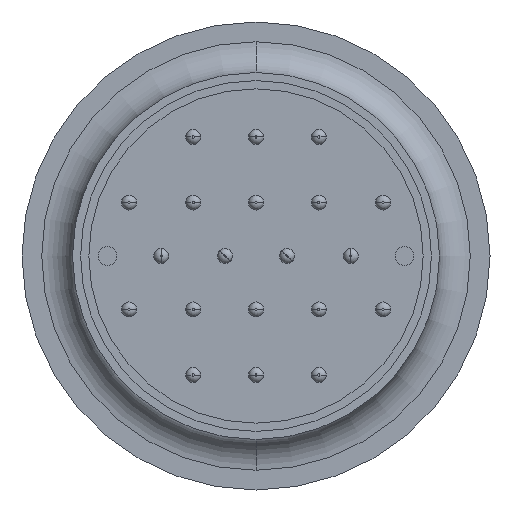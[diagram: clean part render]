
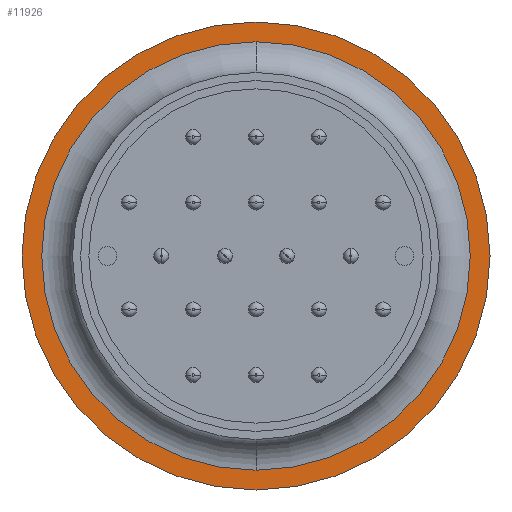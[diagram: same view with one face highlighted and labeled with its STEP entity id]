
A CAD part, front view. The second image highlights one B-rep face of the part: STEP entity #11926.
In plain terms, the highlighted planar face has unit normal (0, -1, 0).
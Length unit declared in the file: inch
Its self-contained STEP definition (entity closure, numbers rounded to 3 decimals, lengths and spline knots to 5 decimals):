
#6 = CIRCLE ( 'NONE', #3544, 0.875 ) ;
#306 = CIRCLE ( 'NONE', #3548, 0.875 ) ;
#1848 = EDGE_CURVE ( 'NONE', #4602, #4499, #6, .T. ) ;
#1853 = EDGE_CURVE ( 'NONE', #4499, #4602, #306, .T. ) ;
#3272 = DIRECTION ( 'NONE',  ( 0., 0., -1. ) ) ;
#3273 = DIRECTION ( 'NONE',  ( 0., 1., 0. ) ) ;
#3274 = CARTESIAN_POINT ( 'NONE',  ( 0., -0.5, 0. ) ) ;
#3452 = AXIS2_PLACEMENT_3D ( 'NONE', #14498, #14507, #14508 ) ;
#3544 = AXIS2_PLACEMENT_3D ( 'NONE', #10963, #11184, #10982 ) ;
#3548 = AXIS2_PLACEMENT_3D ( 'NONE', #3274, #3273, #3272 ) ;
#3733 = AXIS2_PLACEMENT_3D ( 'NONE', #12233, #12232, #12231 ) ;
#4189 = AXIS2_PLACEMENT_3D ( 'NONE', #5818, #5819, #5820 ) ;
#4499 = VERTEX_POINT ( 'NONE', #7446 ) ;
#4503 = VERTEX_POINT ( 'NONE', #7437 ) ;
#4602 = VERTEX_POINT ( 'NONE', #7308 ) ;
#5253 = EDGE_LOOP ( 'NONE', ( #9619, #9628 ) ) ;
#5261 = EDGE_LOOP ( 'NONE', ( #9623, #9081 ) ) ;
#5818 = CARTESIAN_POINT ( 'NONE',  ( 0., -0.5, 0. ) ) ;
#5819 = DIRECTION ( 'NONE',  ( 0., -1., 0. ) ) ;
#5820 = DIRECTION ( 'NONE',  ( 0., 0., -1. ) ) ;
#6379 = VERTEX_POINT ( 'NONE', #13995 ) ;
#6586 = CIRCLE ( 'NONE', #3733, 0.80116 ) ;
#7308 = CARTESIAN_POINT ( 'NONE',  ( 0., -0.5, -0.875 ) ) ;
#7437 = CARTESIAN_POINT ( 'NONE',  ( 0., -0.5, 0.80116 ) ) ;
#7446 = CARTESIAN_POINT ( 'NONE',  ( 0., -0.5, 0.875 ) ) ;
#7579 = EDGE_CURVE ( 'NONE', #6379, #4503, #6586, .T. ) ;
#9081 = ORIENTED_EDGE ( 'NONE', *, *, #13562, .F. ) ;
#9619 = ORIENTED_EDGE ( 'NONE', *, *, #1853, .F. ) ;
#9623 = ORIENTED_EDGE ( 'NONE', *, *, #7579, .F. ) ;
#9628 = ORIENTED_EDGE ( 'NONE', *, *, #1848, .F. ) ;
#10963 = CARTESIAN_POINT ( 'NONE',  ( 0., -0.5, 0. ) ) ;
#10982 = DIRECTION ( 'NONE',  ( 0., 0., -1. ) ) ;
#11184 = DIRECTION ( 'NONE',  ( 0., 1., 0. ) ) ;
#11712 = CIRCLE ( 'NONE', #4189, 0.80116 ) ;
#11926 = ADVANCED_FACE ( 'NONE', ( #12493, #12496 ), #14502, .T. ) ;
#12231 = DIRECTION ( 'NONE',  ( 0., 0., -1. ) ) ;
#12232 = DIRECTION ( 'NONE',  ( 0., -1., 0. ) ) ;
#12233 = CARTESIAN_POINT ( 'NONE',  ( 0., -0.5, 0. ) ) ;
#12493 = FACE_OUTER_BOUND ( 'NONE', #5253, .T. ) ;
#12496 = FACE_BOUND ( 'NONE', #5261, .T. ) ;
#13562 = EDGE_CURVE ( 'NONE', #4503, #6379, #11712, .T. ) ;
#13995 = CARTESIAN_POINT ( 'NONE',  ( 0., -0.5, -0.80116 ) ) ;
#14498 = CARTESIAN_POINT ( 'NONE',  ( -0.90508, -0.5, 0. ) ) ;
#14502 = PLANE ( 'NONE',  #3452 ) ;
#14507 = DIRECTION ( 'NONE',  ( 0., -1., 0. ) ) ;
#14508 = DIRECTION ( 'NONE',  ( 0., 0., -1. ) ) ;
